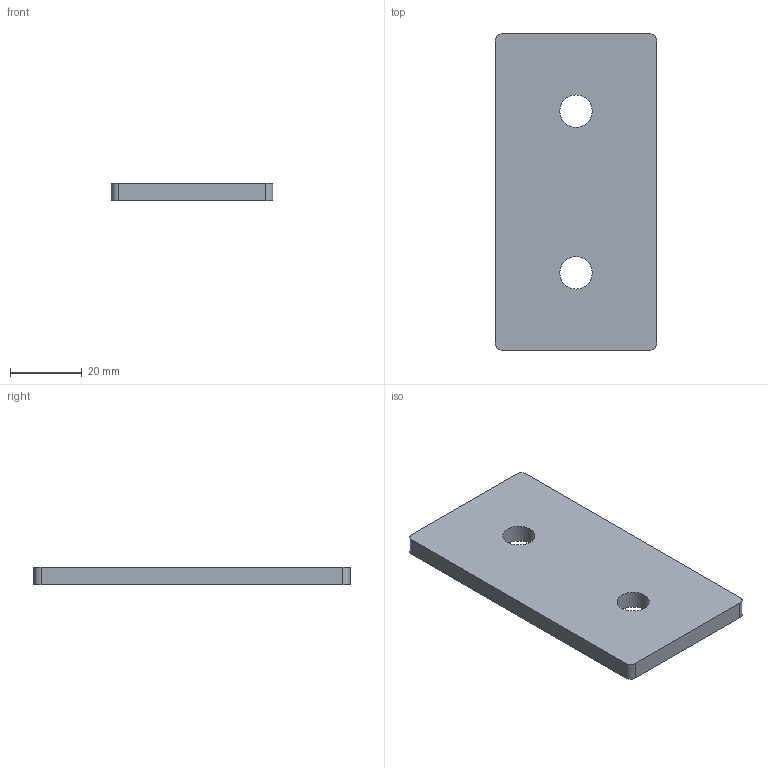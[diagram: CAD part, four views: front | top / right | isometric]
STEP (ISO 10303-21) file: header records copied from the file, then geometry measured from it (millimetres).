
FILE_DESCRIPTION(/* description */ ('PIATTO DI UNIONE TRA PROF. 45X45 E 45X45'),/* implementation_level */ '2;1');
FILE_NAME(/* name */ 'DPSXX0000976.stp',/* time_stamp */ '2018-06-19T08:52:34+02:00',/* author */ ('fzagni'),/* organization */ (''),/* preprocessor_version */ 'ST-DEVELOPER v16.1',/* originating_system */ 'Autodesk Inventor 2016',/* authorisation */ '');
FILE_SCHEMA (('AUTOMOTIVE_DESIGN { 1 0 10303 214 3 1 1 }'));
Length unit declared in the file: millimetre
Products named in the file (1): 27.452.00
Bounding box: 45 x 88 x 5 mm (x, y, z)
Volume: 19146.7 mm3; surface area: 9254.2 mm2
Topology: 1 solids, 1 shells, 12 faces, 32 edges, 22 vertices
Faces by surface type: cylinder 6, plane 6
Full cylindrical faces by diameter (mm): 9 x2
Entity records: 388 total; most frequent: DIRECTION 66, CARTESIAN_POINT 61, ORIENTED_EDGE 56, EDGE_CURVE 28, AXIS2_PLACEMENT_3D 25, VERTEX_POINT 20, EDGE_LOOP 18, LINE 16
